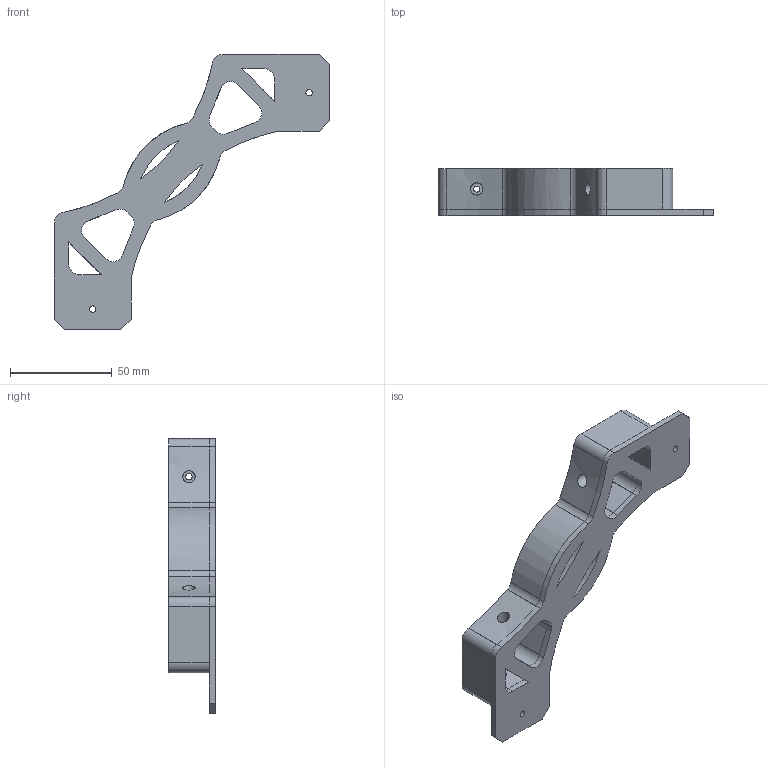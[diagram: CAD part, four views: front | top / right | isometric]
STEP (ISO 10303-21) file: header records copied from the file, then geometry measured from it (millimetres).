
FILE_DESCRIPTION(/* description */ ('STEP AP242','CAx-IF Rec.Pracs.---Representation and Presentation of Product Manufacturing Information (PMI)---4.0---2014-10-13','CAx-IF Rec.Pracs.---3D Tessellated Geometry---0.4---2014-09-14','2;1'),/* implementation_level */ '2;1');
FILE_NAME(/* name */ '68059e84f96b6a6649bd13c6',/* time_stamp */ '2025-04-21T01:25:26Z',/* author */ (''),/* organization */ (''),/* preprocessor_version */ 'ST-DEVELOPER v20',/* originating_system */ 'ONSHAPE BY PTC INC, 1.196',/* authorisation */ ' ');
FILE_SCHEMA (('AP242_MANAGED_MODEL_BASED_3D_ENGINEERING_MIM_LF { 1 0 10303 442 1 1 4 }'));
Length unit declared in the file: metre
Products named in the file (2): frame stiffener; frame stiffener side mount
Bounding box: 135 x 23 x 135 mm (x, y, z)
Volume: 161964.3 mm3; surface area: 51307.5 mm2
Topology: 2 solids, 2 shells, 340 faces, 946 edges, 632 vertices
Faces by surface type: plane 216, cylinder 72, bspline 52
Full cylindrical faces by diameter (mm): 3 x2, 3.15 x4, 6 x8
Entity records: 11959 total; most frequent: CARTESIAN_POINT 3422, ORIENTED_EDGE 1848, DIRECTION 1530, EDGE_CURVE 924, LINE 670, VECTOR 670, VERTEX_POINT 624, AXIS2_PLACEMENT_3D 430
